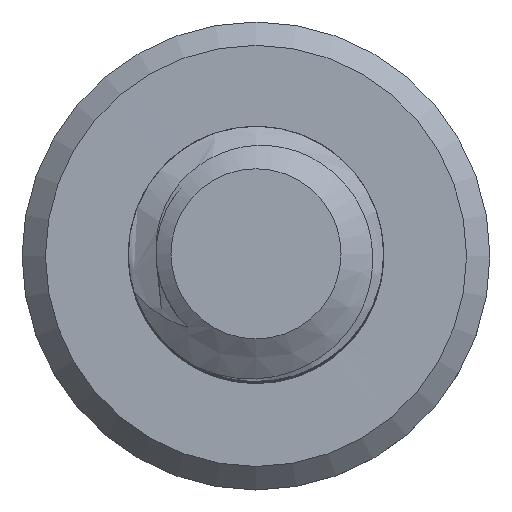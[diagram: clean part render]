
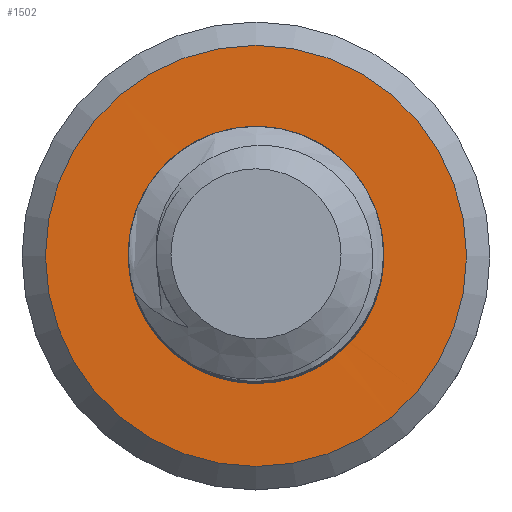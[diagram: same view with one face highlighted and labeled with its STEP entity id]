
A CAD part, top view. The second image highlights one B-rep face of the part: STEP entity #1502.
In plain terms, the highlighted planar face has unit normal (0, 0, 1).
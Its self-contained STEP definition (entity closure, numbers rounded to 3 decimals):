
#21=FACE_BOUND('',#184,.T.);
#24=PLANE('',#1597);
#104=FACE_OUTER_BOUND('',#183,.T.);
#183=EDGE_LOOP('',(#1310));
#184=EDGE_LOOP('',(#1311,#1312,#1313,#1314,#1315));
#207=CIRCLE('',#1596,1.175);
#208=CIRCLE('',#1598,2.475);
#209=CIRCLE('',#1599,1.5);
#358=B_SPLINE_CURVE_WITH_KNOTS('',3,(#24810,#24811,#24812,#24813,#24814,
#24815,#24816,#24817,#24818,#24819,#24820,#24821,#24822,#24823,#24824,#24825,
#24826,#24827),.UNSPECIFIED.,.F.,.F.,(4,2,2,2,2,2,2,2,4),(-0.472,
-0.417,-0.363,-0.257,-0.163,
-0.101,-0.052,-0.025,0.),
 .UNSPECIFIED.);
#362=B_SPLINE_CURVE_WITH_KNOTS('',3,(#25625,#25626,#25627,#25628,#25629,
#25630,#25631,#25632,#25633,#25634,#25635,#25636,#25637,#25638,#25639,#25640,
#25641,#25642),.UNSPECIFIED.,.F.,.F.,(4,2,2,2,2,2,2,2,4),(-0.469,
-0.427,-0.377,-0.279,-0.183,
-0.116,-0.061,-0.031,0.),
 .UNSPECIFIED.);
#364=B_SPLINE_CURVE_WITH_KNOTS('',3,(#25802,#25803,#25804,#25805),
 .UNSPECIFIED.,.F.,.F.,(4,4),(-0.005,0.),.UNSPECIFIED.);
#647=VERTEX_POINT('',#24780);
#648=VERTEX_POINT('',#24809);
#650=VERTEX_POINT('',#25581);
#651=VERTEX_POINT('',#25624);
#652=VERTEX_POINT('',#25800);
#653=VERTEX_POINT('',#25807);
#865=EDGE_CURVE('',#647,#648,#358,.T.);
#871=EDGE_CURVE('',#650,#651,#362,.T.);
#873=EDGE_CURVE('',#652,#648,#207,.T.);
#874=EDGE_CURVE('',#652,#650,#364,.T.);
#875=EDGE_CURVE('',#653,#653,#208,.T.);
#876=EDGE_CURVE('',#647,#651,#209,.T.);
#1310=ORIENTED_EDGE('',*,*,#875,.T.);
#1311=ORIENTED_EDGE('',*,*,#876,.T.);
#1312=ORIENTED_EDGE('',*,*,#871,.F.);
#1313=ORIENTED_EDGE('',*,*,#874,.F.);
#1314=ORIENTED_EDGE('',*,*,#873,.T.);
#1315=ORIENTED_EDGE('',*,*,#865,.F.);
#1502=ADVANCED_FACE('',(#104,#21),#24,.T.);
#1596=AXIS2_PLACEMENT_3D('',#25801,#1808,#1809);
#1597=AXIS2_PLACEMENT_3D('',#25806,#1810,#1811);
#1598=AXIS2_PLACEMENT_3D('',#25808,#1812,#1813);
#1599=AXIS2_PLACEMENT_3D('',#25809,#1814,#1815);
#1808=DIRECTION('center_axis',(0.,0.,-1.));
#1809=DIRECTION('ref_axis',(0.701,-0.714,0.));
#1810=DIRECTION('center_axis',(0.,0.,1.));
#1811=DIRECTION('ref_axis',(1.,0.,0.));
#1812=DIRECTION('center_axis',(0.,0.,1.));
#1813=DIRECTION('ref_axis',(1.,0.,0.));
#1814=DIRECTION('center_axis',(0.,0.,-1.));
#1815=DIRECTION('ref_axis',(-0.701,0.714,0.));
#24780=CARTESIAN_POINT('',(-1.05,1.07,1.001));
#24809=CARTESIAN_POINT('',(0.,-1.175,1.));
#24810=CARTESIAN_POINT('Ctrl Pts',(-1.049,1.069,1.));
#24811=CARTESIAN_POINT('Ctrl Pts',(-1.115,0.993,1.));
#24812=CARTESIAN_POINT('Ctrl Pts',(-1.173,0.911,
1.));
#24813=CARTESIAN_POINT('Ctrl Pts',(-1.27,0.736,
1.));
#24814=CARTESIAN_POINT('Ctrl Pts',(-1.307,0.645,
1.));
#24815=CARTESIAN_POINT('Ctrl Pts',(-1.389,0.368,1.));
#24816=CARTESIAN_POINT('Ctrl Pts',(-1.405,0.173,
1.));
#24817=CARTESIAN_POINT('Ctrl Pts',(-1.366,-0.186,
1.));
#24818=CARTESIAN_POINT('Ctrl Pts',(-1.318,-0.352,
1.));
#24819=CARTESIAN_POINT('Ctrl Pts',(-1.188,-0.603,
1.));
#24820=CARTESIAN_POINT('Ctrl Pts',(-1.097,-0.745,
1.));
#24821=CARTESIAN_POINT('Ctrl Pts',(-0.811,-0.985,
1.));
#24822=CARTESIAN_POINT('Ctrl Pts',(-0.665,-1.067,
1.));
#24823=CARTESIAN_POINT('Ctrl Pts',(-0.427,-1.147,
1.));
#24824=CARTESIAN_POINT('Ctrl Pts',(-0.341,-1.166,
1.));
#24825=CARTESIAN_POINT('Ctrl Pts',(-0.17,-1.185,
1.));
#24826=CARTESIAN_POINT('Ctrl Pts',(-0.084,-1.185,
1.));
#24827=CARTESIAN_POINT('Ctrl Pts',(0.,-1.175,
1.));
#25581=CARTESIAN_POINT('',(0.846,-0.815,1.));
#25624=CARTESIAN_POINT('',(0.,1.5,1.));
#25625=CARTESIAN_POINT('Ctrl Pts',(0.846,-0.815,
1.));
#25626=CARTESIAN_POINT('Ctrl Pts',(0.903,-0.77,
1.));
#25627=CARTESIAN_POINT('Ctrl Pts',(0.955,-0.72,
1.));
#25628=CARTESIAN_POINT('Ctrl Pts',(1.057,-0.6,
1.));
#25629=CARTESIAN_POINT('Ctrl Pts',(1.104,-0.529,
1.));
#25630=CARTESIAN_POINT('Ctrl Pts',(1.221,-0.305,
1.));
#25631=CARTESIAN_POINT('Ctrl Pts',(1.267,-0.138,
1.));
#25632=CARTESIAN_POINT('Ctrl Pts',(1.295,0.193,1.));
#25633=CARTESIAN_POINT('Ctrl Pts',(1.279,0.359,1.));
#25634=CARTESIAN_POINT('Ctrl Pts',(1.201,0.626,1.));
#25635=CARTESIAN_POINT('Ctrl Pts',(1.138,0.789,1.));
#25636=CARTESIAN_POINT('Ctrl Pts',(0.883,1.104,1.));
#25637=CARTESIAN_POINT('Ctrl Pts',(0.74,1.224,1.));
#25638=CARTESIAN_POINT('Ctrl Pts',(0.492,1.365,1.));
#25639=CARTESIAN_POINT('Ctrl Pts',(0.399,1.406,1.));
#25640=CARTESIAN_POINT('Ctrl Pts',(0.204,1.469,1.));
#25641=CARTESIAN_POINT('Ctrl Pts',(0.103,1.491,1.));
#25642=CARTESIAN_POINT('Ctrl Pts',(0.,1.5,
1.));
#25800=CARTESIAN_POINT('',(0.825,-0.835,0.999));
#25801=CARTESIAN_POINT('Origin',(0.,0.,1.));
#25802=CARTESIAN_POINT('Ctrl Pts',(0.825,-0.835,
0.999));
#25803=CARTESIAN_POINT('Ctrl Pts',(0.832,-0.828,
0.999));
#25804=CARTESIAN_POINT('Ctrl Pts',(0.839,-0.822,
1.));
#25805=CARTESIAN_POINT('Ctrl Pts',(0.846,-0.815,
1.));
#25806=CARTESIAN_POINT('Origin',(2.475,0.,1.));
#25807=CARTESIAN_POINT('',(2.475,0.,1.));
#25808=CARTESIAN_POINT('Origin',(0.,0.,1.));
#25809=CARTESIAN_POINT('Origin',(0.,0.,1.));
